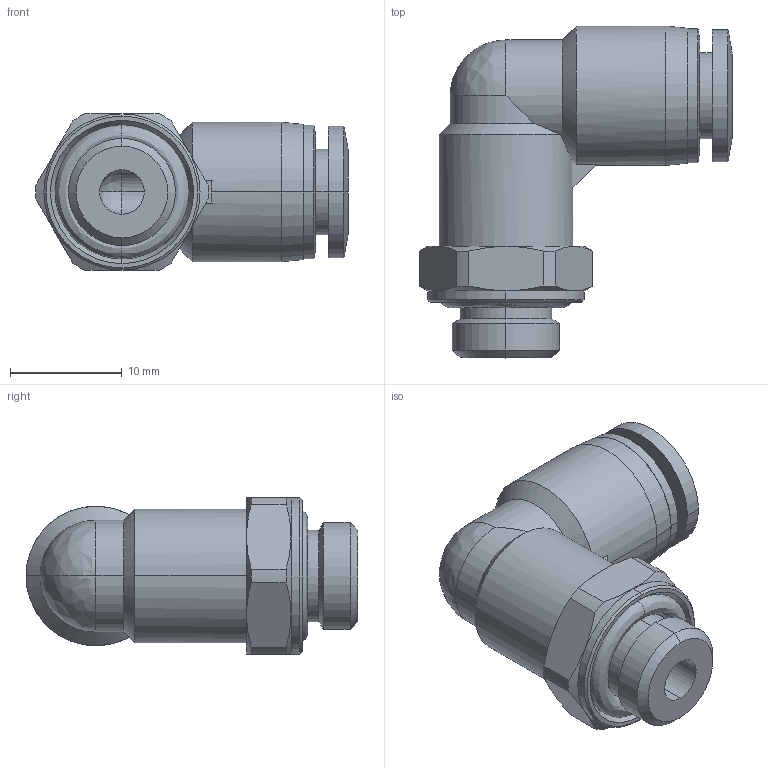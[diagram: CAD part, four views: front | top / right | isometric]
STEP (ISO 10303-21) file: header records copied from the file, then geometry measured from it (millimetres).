
FILE_DESCRIPTION (( 'STEP AP214' ), '1' );
FILE_NAME ('ME6M-18G.step', '2016-02-24T20:40:20', ( '' ), ( '' ), 'SwSTEP 2.0', 'SolidWorks 2015', '' );
FILE_SCHEMA (( 'AUTOMOTIVE_DESIGN' ));
Length unit declared in the file: inch
Products named in the file (1): ME6M-18G
Bounding box: 28.05 x 29.75 x 14 mm (x, y, z)
Volume: 3765.8 mm3; surface area: 2926.6 mm2
Topology: 2 solids, 2 shells, 90 faces, 206 edges, 121 vertices
Faces by surface type: cylinder 33, cone 29, plane 18, bspline 8, torus 2
Entity records: 2769 total; most frequent: CARTESIAN_POINT 748, DIRECTION 428, ORIENTED_EDGE 404, EDGE_CURVE 202, AXIS2_PLACEMENT_3D 185, VERTEX_POINT 121, CIRCLE 102, EDGE_LOOP 99
